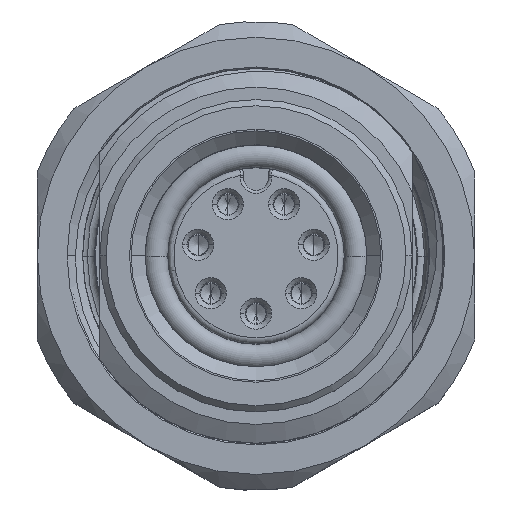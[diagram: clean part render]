
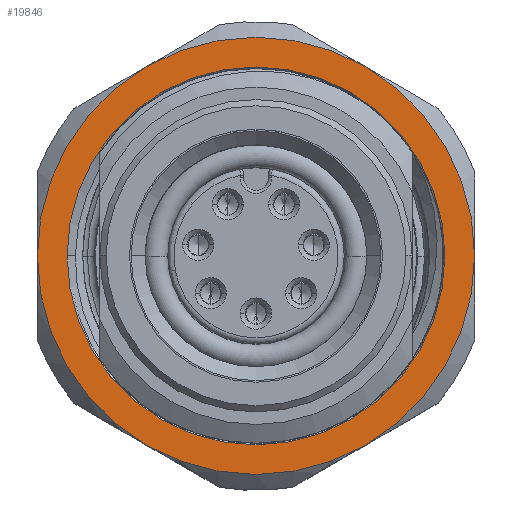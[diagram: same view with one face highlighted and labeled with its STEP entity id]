
A CAD part, top view. The second image highlights one B-rep face of the part: STEP entity #19846.
In plain terms, the highlighted planar face has unit normal (0, 0, 1).
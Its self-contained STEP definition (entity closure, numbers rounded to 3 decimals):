
#18444=CARTESIAN_POINT('',(0.,0.,3.2));
#18445=DIRECTION('',(0.,0.,-1.));
#18446=DIRECTION('',(-1.,0.,0.));
#18447=AXIS2_PLACEMENT_3D('',#18444,#18445,#18446);
#18449=CARTESIAN_POINT('',(0.,0.,3.2));
#18450=DIRECTION('',(0.,0.,-1.));
#18451=DIRECTION('',(1.,0.,0.));
#18452=AXIS2_PLACEMENT_3D('',#18449,#18450,#18451);
#18454=CARTESIAN_POINT('',(0.,0.,3.2));
#18455=DIRECTION('',(0.,0.,-1.));
#18456=DIRECTION('',(-0.5,-0.866,0.));
#18457=AXIS2_PLACEMENT_3D('',#18454,#18455,#18456);
#18459=CARTESIAN_POINT('',(0.,0.,3.2));
#18460=DIRECTION('',(0.,0.,-1.));
#18461=DIRECTION('',(-1.,0.,0.));
#18462=AXIS2_PLACEMENT_3D('',#18459,#18460,#18461);
#18464=CARTESIAN_POINT('',(0.,0.,3.2));
#18465=DIRECTION('',(0.,0.,-1.));
#18466=DIRECTION('',(0.5,0.866,0.));
#18467=AXIS2_PLACEMENT_3D('',#18464,#18465,#18466);
#18469=CARTESIAN_POINT('',(0.,0.,3.2));
#18470=DIRECTION('',(0.,0.,-1.));
#18471=DIRECTION('',(1.,0.,0.));
#18472=AXIS2_PLACEMENT_3D('',#18469,#18470,#18471);
#18479=CARTESIAN_POINT('',(0.,0.,3.2));
#18480=DIRECTION('',(0.,0.,1.));
#18481=DIRECTION('',(-0.5,-0.866,0.));
#18482=AXIS2_PLACEMENT_3D('',#18479,#18480,#18481);
#18771=CARTESIAN_POINT('',(0.,0.,3.2));
#18772=DIRECTION('',(0.,0.,1.));
#18773=DIRECTION('',(0.5,0.866,0.));
#18774=AXIS2_PLACEMENT_3D('',#18771,#18772,#18773);
#19006=CARTESIAN_POINT('',(-6.05,0.,3.2));
#19007=CARTESIAN_POINT('',(6.05,0.,3.2));
#19008=VERTEX_POINT('',#19006);
#19009=VERTEX_POINT('',#19007);
#19059=CARTESIAN_POINT('',(-3.5,-6.062,3.2));
#19060=CARTESIAN_POINT('',(-7.,0.,3.2));
#19061=VERTEX_POINT('',#19059);
#19062=VERTEX_POINT('',#19060);
#19063=CARTESIAN_POINT('',(-3.5,6.062,3.2));
#19064=VERTEX_POINT('',#19063);
#19065=CARTESIAN_POINT('',(3.5,6.062,3.2));
#19066=CARTESIAN_POINT('',(7.,0.,3.2));
#19067=VERTEX_POINT('',#19065);
#19068=VERTEX_POINT('',#19066);
#19069=CARTESIAN_POINT('',(3.5,-6.062,3.2));
#19070=VERTEX_POINT('',#19069);
#19823=CARTESIAN_POINT('',(0.,0.,3.2));
#19824=DIRECTION('',(0.,0.,1.));
#19825=DIRECTION('',(1.,0.,0.));
#19826=AXIS2_PLACEMENT_3D('',#19823,#19824,#19825);
#19827=PLANE('',#19826);
#19829=ORIENTED_EDGE('',*,*,#19828,.F.);
#19831=ORIENTED_EDGE('',*,*,#19830,.T.);
#19833=ORIENTED_EDGE('',*,*,#19832,.T.);
#19835=ORIENTED_EDGE('',*,*,#19834,.F.);
#19837=ORIENTED_EDGE('',*,*,#19836,.T.);
#19839=ORIENTED_EDGE('',*,*,#19838,.T.);
#19840=EDGE_LOOP('',(#19829,#19831,#19833,#19835,#19837,#19839));
#19841=FACE_OUTER_BOUND('',#19840,.F.);
#19842=ORIENTED_EDGE('',*,*,#19496,.F.);
#19843=ORIENTED_EDGE('',*,*,#19816,.F.);
#19844=EDGE_LOOP('',(#19842,#19843));
#19845=FACE_BOUND('',#19844,.F.);
#18448=CIRCLE('',#18447,6.05);
#18453=CIRCLE('',#18452,6.05);
#18458=CIRCLE('',#18457,7.);
#18463=CIRCLE('',#18462,7.);
#18468=CIRCLE('',#18467,7.);
#18473=CIRCLE('',#18472,7.);
#18483=CIRCLE('',#18482,7.);
#18775=CIRCLE('',#18774,7.);
#19496=EDGE_CURVE('',#19008,#19009,#18448,.T.);
#19816=EDGE_CURVE('',#19009,#19008,#18453,.T.);
#19828=EDGE_CURVE('',#19061,#19070,#18483,.T.);
#19830=EDGE_CURVE('',#19061,#19062,#18458,.T.);
#19832=EDGE_CURVE('',#19062,#19064,#18463,.T.);
#19834=EDGE_CURVE('',#19067,#19064,#18775,.T.);
#19836=EDGE_CURVE('',#19067,#19068,#18468,.T.);
#19838=EDGE_CURVE('',#19068,#19070,#18473,.T.);
#19846=ADVANCED_FACE('',(#19841,#19845),#19827,.T.);
